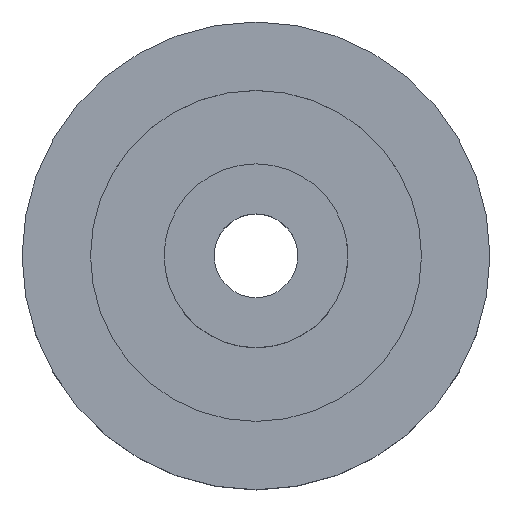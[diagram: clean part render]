
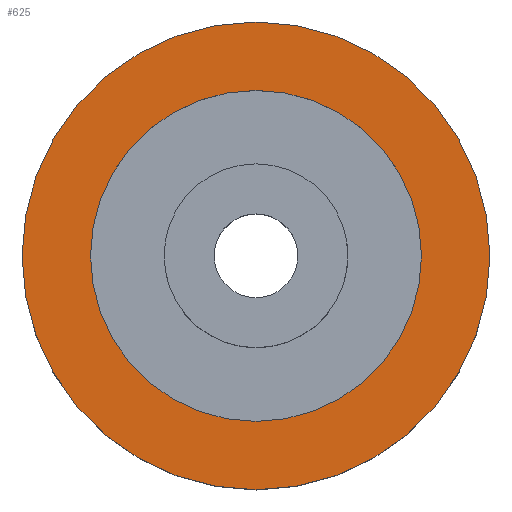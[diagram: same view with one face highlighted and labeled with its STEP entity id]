
A CAD part, top view. The second image highlights one B-rep face of the part: STEP entity #625.
In plain terms, the highlighted planar face has unit normal (0, 0, 1).
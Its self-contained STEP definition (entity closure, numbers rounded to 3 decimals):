
#1=CARTESIAN_POINT('',(0.,0.,7.15));
#2=DIRECTION('',(0.,0.,-1.));
#3=DIRECTION('',(0.,-1.,0.));
#4=AXIS2_PLACEMENT_3D('',#1,#2,#3);
#6=CARTESIAN_POINT('',(0.,0.,7.15));
#7=DIRECTION('',(0.,0.,-1.));
#8=DIRECTION('',(0.,1.,0.));
#9=AXIS2_PLACEMENT_3D('',#6,#7,#8);
#11=CARTESIAN_POINT('',(0.,0.,7.15));
#12=DIRECTION('',(0.,0.,1.));
#13=DIRECTION('',(0.,1.,0.));
#14=AXIS2_PLACEMENT_3D('',#11,#12,#13);
#16=CARTESIAN_POINT('',(0.,0.,7.15));
#17=DIRECTION('',(0.,0.,1.));
#18=DIRECTION('',(0.,-1.,0.));
#19=AXIS2_PLACEMENT_3D('',#16,#17,#18);
#496=CARTESIAN_POINT('',(0.,-28.,7.15));
#497=CARTESIAN_POINT('',(0.,28.,7.15));
#498=VERTEX_POINT('',#496);
#499=VERTEX_POINT('',#497);
#528=CARTESIAN_POINT('',(0.,19.813,7.15));
#529=CARTESIAN_POINT('',(0.,-19.813,7.15));
#530=VERTEX_POINT('',#528);
#531=VERTEX_POINT('',#529);
#608=CARTESIAN_POINT('',(0.,0.,7.15));
#609=DIRECTION('',(0.,0.,1.));
#610=DIRECTION('',(0.,-1.,0.));
#611=AXIS2_PLACEMENT_3D('',#608,#609,#610);
#612=PLANE('',#611);
#614=ORIENTED_EDGE('',*,*,#613,.T.);
#616=ORIENTED_EDGE('',*,*,#615,.T.);
#617=EDGE_LOOP('',(#614,#616));
#618=FACE_OUTER_BOUND('',#617,.F.);
#620=ORIENTED_EDGE('',*,*,#619,.T.);
#622=ORIENTED_EDGE('',*,*,#621,.T.);
#623=EDGE_LOOP('',(#620,#622));
#624=FACE_BOUND('',#623,.F.);
#625=ADVANCED_FACE('',(#618,#624),#612,.T.);
#5=CIRCLE('',#4,28.);
#10=CIRCLE('',#9,28.);
#15=CIRCLE('',#14,19.813);
#20=CIRCLE('',#19,19.813);
#613=EDGE_CURVE('',#498,#499,#5,.T.);
#615=EDGE_CURVE('',#499,#498,#10,.T.);
#619=EDGE_CURVE('',#530,#531,#15,.T.);
#621=EDGE_CURVE('',#531,#530,#20,.T.);
